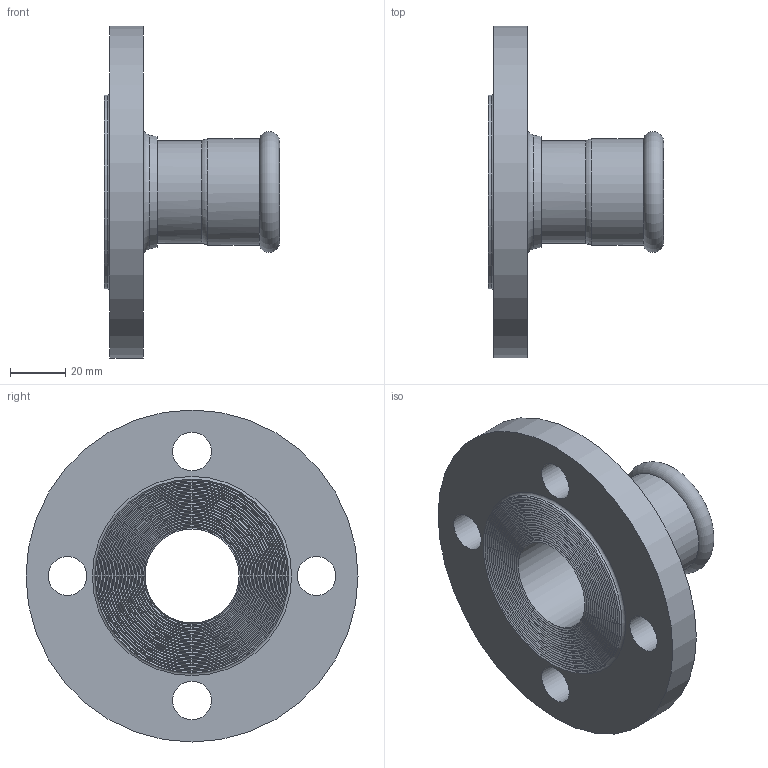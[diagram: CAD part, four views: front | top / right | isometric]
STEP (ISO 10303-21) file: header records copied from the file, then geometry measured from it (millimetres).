
FILE_DESCRIPTION(/* description */ ('MANICOTTO Ø35 CON FLANGIA PN6'),/* implementation_level */ '2;1');
FILE_NAME(/* name */ '193035002_Inoxpres.stp',/* time_stamp */ '2022-10-12T13:40:12+02:00',/* author */ ('Vault'),/* organization */ ('Raccorderie metalliche s.p.a.'),/* preprocessor_version */ 'ST-DEVELOPER v18.1',/* originating_system */ 'Autodesk Inventor 2020',/* authorisation */ 'Raccorderie metalliche s.p.a.');
FILE_SCHEMA (('AUTOMOTIVE_DESIGN { 1 0 10303 214 3 1 1 }'));
Length unit declared in the file: millimetre
Products named in the file (1): 193035002_Inoxpres
Bounding box: 63.3 x 120 x 120 mm (x, y, z)
Volume: 134151.5 mm3; surface area: 40707.9 mm2
Topology: 1 solids, 1 shells, 60 faces, 192 edges, 135 vertices
Faces by surface type: cone 38, cylinder 12, torus 7, plane 3
Full cylindrical faces by diameter (mm): 14 x4, 34 x1, 35.4 x1, 35.8 x2, 37 x1, 38.4 x1, 70 x1, 120 x1
Entity records: 2307 total; most frequent: DIRECTION 456, CARTESIAN_POINT 388, ORIENTED_EDGE 384, AXIS2_PLACEMENT_3D 203, EDGE_CURVE 192, CIRCLE 142, VERTEX_POINT 135, EDGE_LOOP 71
